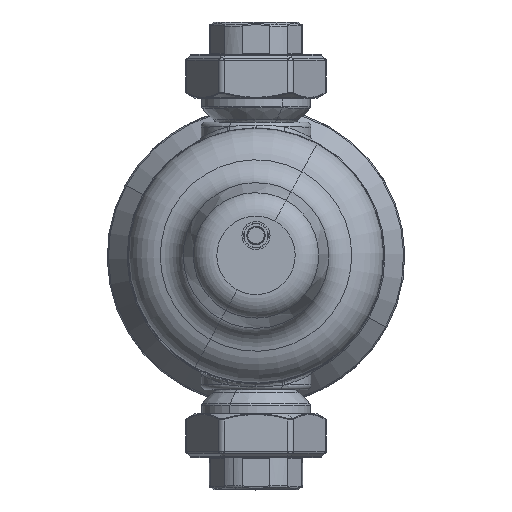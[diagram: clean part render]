
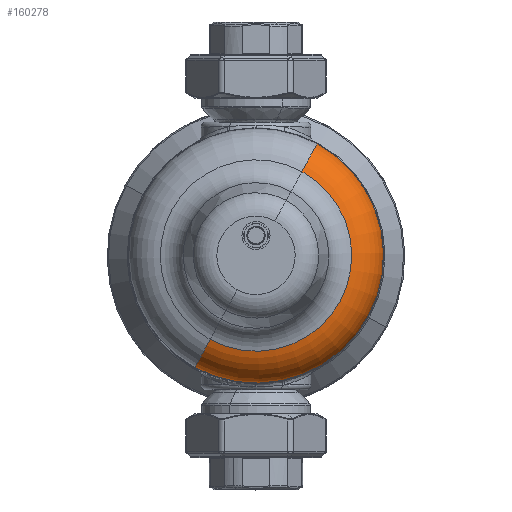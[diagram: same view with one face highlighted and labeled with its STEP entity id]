
A CAD part, top view. The second image highlights one B-rep face of the part: STEP entity #160278.
In plain terms, the highlighted toroidal (fillet/blend) face has major radius 52.327 mm and minor radius 25 mm.
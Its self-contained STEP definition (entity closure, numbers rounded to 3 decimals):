
#160202=CARTESIAN_POINT('Vertex',(-36.98,-67.691,138.702)) ;
#160209=CARTESIAN_POINT('Vertex',(36.98,67.691,138.702)) ;
#160224=CARTESIAN_POINT('Axis2P3D Location',(0.,0.,138.702)) ;
#160236=CARTESIAN_POINT('Axis2P3D Location',(0.,0.,135.598)) ;
#160241=CARTESIAN_POINT('Axis2P3D Location',(-25.087,-45.922,135.598)) ;
#160245=CARTESIAN_POINT('Vertex',(-27.762,-50.817,159.968)) ;
#160252=CARTESIAN_POINT('Vertex',(27.762,50.817,159.968)) ;
#160255=CARTESIAN_POINT('Axis2P3D Location',(25.087,45.922,135.598)) ;
#160267=CARTESIAN_POINT('Axis2P3D Location',(0.,0.,159.968)) ;
#160225=DIRECTION('Axis2P3D Direction',(0.,0.,-1.)) ;
#160237=DIRECTION('Axis2P3D Direction',(0.,0.,-1.)) ;
#160238=DIRECTION('Axis2P3D XDirection',(-0.479,-0.878,0.)) ;
#160242=DIRECTION('Axis2P3D Direction',(0.878,-0.479,0.)) ;
#160256=DIRECTION('Axis2P3D Direction',(-0.878,0.479,0.)) ;
#160268=DIRECTION('Axis2P3D Direction',(0.,0.,-1.)) ;
#160226=AXIS2_PLACEMENT_3D('Circle Axis2P3D',#160224,#160225,$) ;
#160239=AXIS2_PLACEMENT_3D('Torus Axis2P3D',#160236,#160237,#160238) ;
#160243=AXIS2_PLACEMENT_3D('Circle Axis2P3D',#160241,#160242,$) ;
#160257=AXIS2_PLACEMENT_3D('Circle Axis2P3D',#160255,#160256,$) ;
#160269=AXIS2_PLACEMENT_3D('Circle Axis2P3D',#160267,#160268,$) ;
#160273=ORIENTED_EDGE('',*,*,#160228,.F.) ;
#160274=ORIENTED_EDGE('',*,*,#160259,.T.) ;
#160275=ORIENTED_EDGE('',*,*,#160271,.T.) ;
#160276=ORIENTED_EDGE('',*,*,#160247,.F.) ;
#160278=ADVANCED_FACE('PartBody',(#160277),#160240,.T.) ;
#160227=CIRCLE('generated circle',#160226,77.134) ;
#160244=CIRCLE('generated circle',#160243,25.) ;
#160258=CIRCLE('generated circle',#160257,25.) ;
#160270=CIRCLE('generated circle',#160269,57.906) ;
#160240=TOROIDAL_SURFACE('homeo Torus',#160239,52.327,25.) ;
#160228=EDGE_CURVE('',#160210,#160203,#160227,.T.) ;
#160247=EDGE_CURVE('',#160203,#160246,#160244,.F.) ;
#160259=EDGE_CURVE('',#160210,#160253,#160258,.F.) ;
#160271=EDGE_CURVE('',#160253,#160246,#160270,.T.) ;
#160272=EDGE_LOOP('',(#160273,#160274,#160275,#160276)) ;
#160277=FACE_OUTER_BOUND('',#160272,.T.) ;
#160203=VERTEX_POINT('',#160202) ;
#160210=VERTEX_POINT('',#160209) ;
#160246=VERTEX_POINT('',#160245) ;
#160253=VERTEX_POINT('',#160252) ;
